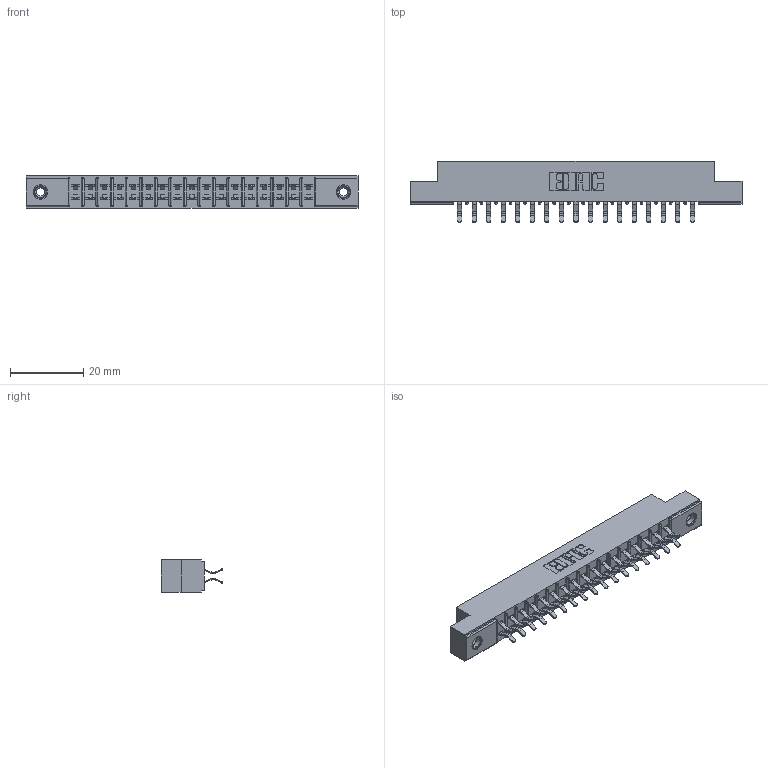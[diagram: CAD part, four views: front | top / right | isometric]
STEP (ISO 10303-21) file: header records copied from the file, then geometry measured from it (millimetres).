
FILE_DESCRIPTION (( 'STEP AP203' ), '1' );
FILE_NAME ('315-034-556-208.STEP', '2019-09-10T16:02:14', ( '' ), ( '' ), 'SwSTEP 2.0', 'SolidWorks 2016', '' );
FILE_SCHEMA (( 'CONFIG_CONTROL_DESIGN' ));
Length unit declared in the file: inch
Products named in the file (4): 305-290-001_556; 305 Part_.156 Dia; 345-250-001_345-250-003-102; 315-034-556-208
Assembly tree (37 placements, depth 2):
  315-034-556-208
    305 Part_.156 Dia
    305-290-001_556  x34
    345-250-001_345-250-003-102  x2
Bounding box: 90.37 x 16.64 x 8.71 mm (x, y, z)
Volume: 5667.9 mm3; surface area: 10433.1 mm2
Topology: 37 solids, 37 shells, 2080 faces, 5943 edges, 3862 vertices
Faces by surface type: plane 1154, cylinder 842, sphere 68, cone 12, torus 4
Entity records: 22857 total; most frequent: CARTESIAN_POINT 3768, ORIENTED_EDGE 3730, DIRECTION 3679, EDGE_CURVE 1865, LINE 1473, VECTOR 1473, VERTEX_POINT 1192, AXIS2_PLACEMENT_3D 1103
